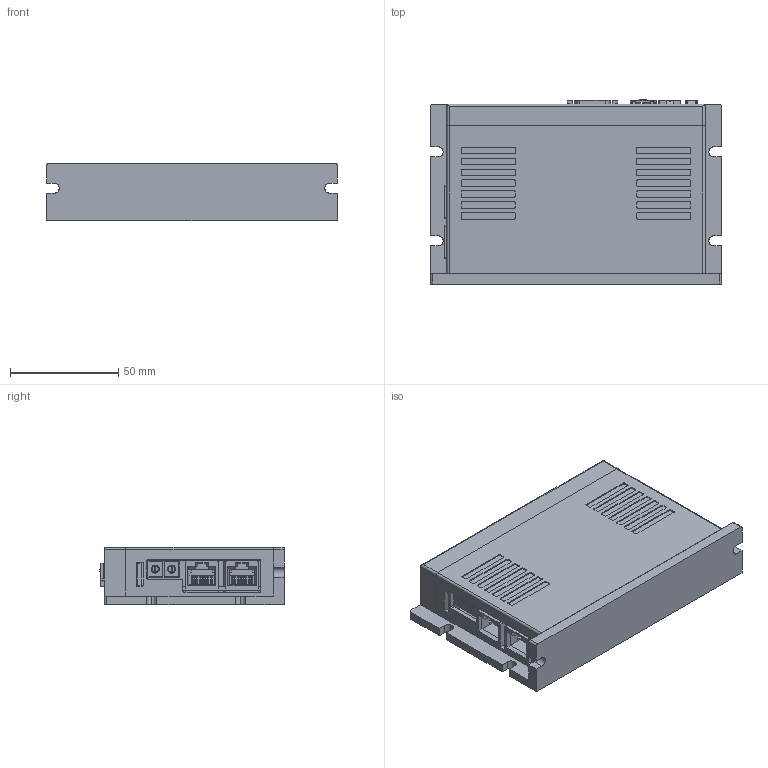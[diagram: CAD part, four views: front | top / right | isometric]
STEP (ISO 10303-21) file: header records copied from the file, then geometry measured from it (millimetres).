
FILE_DESCRIPTION (( 'STEP AP203' ), '1' );
FILE_NAME ('P1C-DR-000-01-R01.STEP', '2015-02-23T06:58:28', ( '' ), ( '' ), 'SwSTEP 2.0', 'SolidWorks 2013', '' );
FILE_SCHEMA (( 'CONFIG_CONTROL_DESIGN' ));
Length unit declared in the file: millimetre
Products named in the file (21): P1C-DR-000-01-R01; 7; Part1_2; 9; Part1_3; M1C-DR-000-02-R01; 1; M1C-DR-000-01-R01; 2; 11; MSBR; M1A-DR-000-01-R00; _X2_D30CD2B8_X0_96; 3; Ezi_SERVO_2 ST PCB; _X2_D30CD2B8_X0_94; 5; Ezi_SERVO_2 PR PCB; 12; Part1_4; Part1
Assembly tree (23 placements, depth 3):
  P1C-DR-000-01-R01
    M1A-DR-000-01-R00
    Ezi_SERVO_2 ST PCB
    Ezi_SERVO_2 PR PCB
    1
      Part1
      Part1_2
      Part1_3
    2
    3
      MSBR
    5  x2
    7  x2
      Part1_4
    9
    M1C-DR-000-02-R01
    M1C-DR-000-01-R01
    11
    12  x2
      _X2_D30CD2B8_X0_96
      _X2_D30CD2B8_X0_94
Bounding box: 134 x 85 x 26.5 mm (x, y, z)
Volume: 111136.8 mm3; surface area: 101999.8 mm2
Topology: 20 solids, 20 shells, 2544 faces, 6924 edges, 4534 vertices
Faces by surface type: plane 1968, cylinder 530, cone 32, torus 12, bspline 2
Entity records: 70281 total; most frequent: CARTESIAN_POINT 12405, ORIENTED_EDGE 11732, DIRECTION 11160, EDGE_CURVE 5866, LINE 4828, VECTOR 4828, VERTEX_POINT 3847, AXIS2_PLACEMENT_3D 3166
